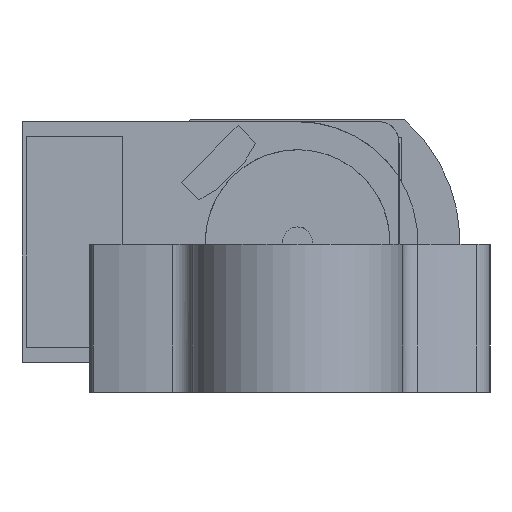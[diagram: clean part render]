
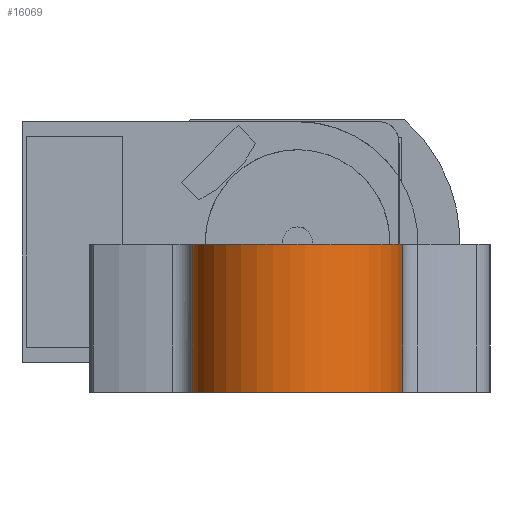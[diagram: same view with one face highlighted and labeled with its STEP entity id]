
A CAD part, left-side view. The second image highlights one B-rep face of the part: STEP entity #16069.
In plain terms, the highlighted free-form (B-spline) face has degree [2, 1] with [5, 2] control points.
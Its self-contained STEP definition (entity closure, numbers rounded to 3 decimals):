
#15495 = VERTEX_POINT('',#15496);
#15496 = CARTESIAN_POINT('',(-39.039,35.394,
    36.212));
#15501 = EDGE_CURVE('',#15495,#15502,#15504,.T.);
#15502 = VERTEX_POINT('',#15503);
#15503 = CARTESIAN_POINT('',(-39.039,25.873,
    36.212));
#15504 = ( BOUNDED_CURVE() B_SPLINE_CURVE(2,(#15505,#15506,#15507,#15508
,#15509),.UNSPECIFIED.,.F.,.F.) B_SPLINE_CURVE_WITH_KNOTS((3,2,3),(
    1.571,3.142,4.712),
.PIECEWISE_BEZIER_KNOTS.) CURVE() GEOMETRIC_REPRESENTATION_ITEM() 
RATIONAL_B_SPLINE_CURVE((1.,0.707,1.,0.707,1.)) 
REPRESENTATION_ITEM('') );
#15505 = CARTESIAN_POINT('',(-39.039,35.394,
    36.212));
#15506 = CARTESIAN_POINT('',(-43.799,35.394,
    36.212));
#15507 = CARTESIAN_POINT('',(-43.799,30.634,
    36.212));
#15508 = CARTESIAN_POINT('',(-43.799,25.873,
    36.212));
#15509 = CARTESIAN_POINT('',(-39.039,25.873,
    36.212));
#15803 = VERTEX_POINT('',#15804);
#15804 = CARTESIAN_POINT('',(-39.039,25.873,
    29.52));
#15809 = EDGE_CURVE('',#15810,#15803,#15812,.T.);
#15810 = VERTEX_POINT('',#15811);
#15811 = CARTESIAN_POINT('',(-39.039,35.394,
    29.52));
#15812 = ( BOUNDED_CURVE() B_SPLINE_CURVE(2,(#15813,#15814,#15815,#15816
,#15817),.UNSPECIFIED.,.F.,.F.) B_SPLINE_CURVE_WITH_KNOTS((3,2,3),(
    4.712,6.283,7.854),
.PIECEWISE_BEZIER_KNOTS.) CURVE() GEOMETRIC_REPRESENTATION_ITEM() 
RATIONAL_B_SPLINE_CURVE((1.,0.707,1.,0.707,1.)) 
REPRESENTATION_ITEM('') );
#15813 = CARTESIAN_POINT('',(-39.039,35.394,
    29.52));
#15814 = CARTESIAN_POINT('',(-43.799,35.394,
    29.52));
#15815 = CARTESIAN_POINT('',(-43.799,30.634,
    29.52));
#15816 = CARTESIAN_POINT('',(-43.799,25.873,
    29.52));
#15817 = CARTESIAN_POINT('',(-39.039,25.873,
    29.52));
#16069 = ADVANCED_FACE('',(#16070),#16084,.T.);
#16070 = FACE_BOUND('',#16071,.T.);
#16071 = EDGE_LOOP('',(#16072,#16073,#16078,#16079));
#16072 = ORIENTED_EDGE('',*,*,#15501,.F.);
#16073 = ORIENTED_EDGE('',*,*,#16074,.F.);
#16074 = EDGE_CURVE('',#15810,#15495,#16075,.T.);
#16075 = B_SPLINE_CURVE_WITH_KNOTS('',1,(#16076,#16077),.UNSPECIFIED.,
  .F.,.F.,(2,2),(0.,7.38),.PIECEWISE_BEZIER_KNOTS.);
#16076 = CARTESIAN_POINT('',(-39.039,35.394,
    29.52));
#16077 = CARTESIAN_POINT('',(-39.039,35.394,
    36.212));
#16078 = ORIENTED_EDGE('',*,*,#15809,.T.);
#16079 = ORIENTED_EDGE('',*,*,#16080,.T.);
#16080 = EDGE_CURVE('',#15803,#15502,#16081,.T.);
#16081 = B_SPLINE_CURVE_WITH_KNOTS('',1,(#16082,#16083),.UNSPECIFIED.,
  .F.,.F.,(2,2),(0.,7.38),.PIECEWISE_BEZIER_KNOTS.);
#16082 = CARTESIAN_POINT('',(-39.039,25.873,
    29.52));
#16083 = CARTESIAN_POINT('',(-39.039,25.873,
    36.212));
#16084 = ( BOUNDED_SURFACE() B_SPLINE_SURFACE(2,1,(
    (#16085,#16086)
    ,(#16087,#16088)
    ,(#16089,#16090)
    ,(#16091,#16092)
    ,(#16093,#16094
)),.UNSPECIFIED.,.F.,.F.,.F.) B_SPLINE_SURFACE_WITH_KNOTS((3,2,3),(2,2),
  (1.571,3.142,4.712),(57.913,
    65.293),.PIECEWISE_BEZIER_KNOTS.) 
GEOMETRIC_REPRESENTATION_ITEM() RATIONAL_B_SPLINE_SURFACE((
    (1.,1.)
    ,(0.707,0.707)
    ,(1.,1.)
    ,(0.707,0.707)
,(1.,1.))) REPRESENTATION_ITEM('') SURFACE() );
#16085 = CARTESIAN_POINT('',(-39.039,35.394,
    29.52));
#16086 = CARTESIAN_POINT('',(-39.039,35.394,
    36.212));
#16087 = CARTESIAN_POINT('',(-43.799,35.394,
    29.52));
#16088 = CARTESIAN_POINT('',(-43.799,35.394,
    36.212));
#16089 = CARTESIAN_POINT('',(-43.799,30.634,
    29.52));
#16090 = CARTESIAN_POINT('',(-43.799,30.634,
    36.212));
#16091 = CARTESIAN_POINT('',(-43.799,25.873,
    29.52));
#16092 = CARTESIAN_POINT('',(-43.799,25.873,
    36.212));
#16093 = CARTESIAN_POINT('',(-39.039,25.873,
    29.52));
#16094 = CARTESIAN_POINT('',(-39.039,25.873,
    36.212));
